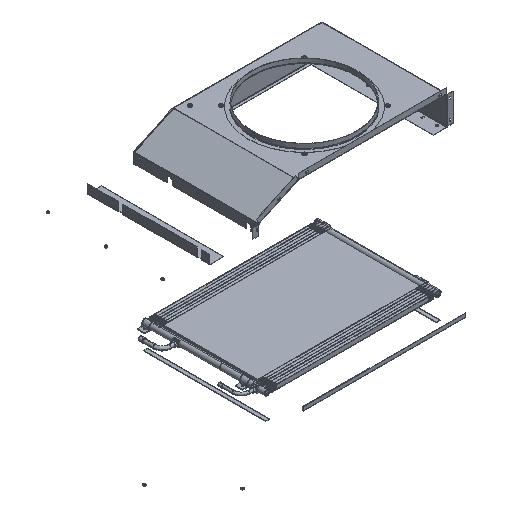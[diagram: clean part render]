
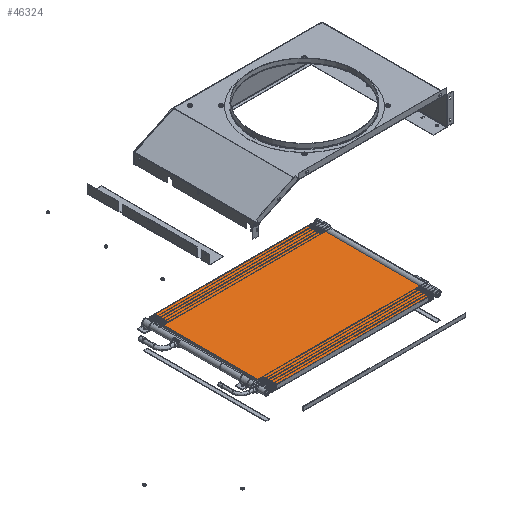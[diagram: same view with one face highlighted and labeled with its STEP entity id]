
A CAD part, isometric view. The second image highlights one B-rep face of the part: STEP entity #46324.
In plain terms, the highlighted face is planar.
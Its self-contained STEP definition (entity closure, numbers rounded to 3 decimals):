
#810 = CARTESIAN_POINT ( 'NONE',  ( -8., -579., 424.75 ) ) ;
#2355 = CARTESIAN_POINT ( 'NONE',  ( -8., -579., 424.75 ) ) ;
#3246 = VERTEX_POINT ( 'NONE', #31840 ) ;
#4371 = ORIENTED_EDGE ( 'NONE', *, *, #35065, .F. ) ;
#5924 = PLANE ( 'NONE',  #25998 ) ;
#6218 = LINE ( 'NONE', #810, #61945 ) ;
#9285 = VERTEX_POINT ( 'NONE', #58891 ) ;
#10716 = FACE_OUTER_BOUND ( 'NONE', #11059, .T. ) ;
#11059 = EDGE_LOOP ( 'NONE', ( #26261, #28312, #4371, #29828 ) ) ;
#11920 = LINE ( 'NONE', #2355, #31172 ) ;
#12191 = EDGE_CURVE ( 'NONE', #26174, #9285, #31431, .T. ) ;
#12269 = EDGE_CURVE ( 'NONE', #18023, #9285, #6218, .T. ) ;
#13930 = CARTESIAN_POINT ( 'NONE',  ( -8., -14.996, 0. ) ) ;
#18023 = VERTEX_POINT ( 'NONE', #37475 ) ;
#21490 = DIRECTION ( 'NONE',  ( 0., -1., 0. ) ) ;
#21508 = DIRECTION ( 'NONE',  ( 0., 0., -1. ) ) ;
#22900 = LINE ( 'NONE', #42399, #46102 ) ;
#25387 = DIRECTION ( 'NONE',  ( 1., 0., 0. ) ) ;
#25998 = AXIS2_PLACEMENT_3D ( 'NONE', #59242, #25387, #55686 ) ;
#26174 = VERTEX_POINT ( 'NONE', #13930 ) ;
#26261 = ORIENTED_EDGE ( 'NONE', *, *, #12191, .T. ) ;
#28312 = ORIENTED_EDGE ( 'NONE', *, *, #12269, .F. ) ;
#29828 = ORIENTED_EDGE ( 'NONE', *, *, #42909, .T. ) ;
#31172 = VECTOR ( 'NONE', #21490, 1000. ) ;
#31431 = LINE ( 'NONE', #60480, #46632 ) ;
#31840 = CARTESIAN_POINT ( 'NONE',  ( -8., -14.996, 424.75 ) ) ;
#35065 = EDGE_CURVE ( 'NONE', #3246, #18023, #11920, .T. ) ;
#37475 = CARTESIAN_POINT ( 'NONE',  ( -8., -579., 424.75 ) ) ;
#42399 = CARTESIAN_POINT ( 'NONE',  ( -8., -14.996, 424.75 ) ) ;
#42909 = EDGE_CURVE ( 'NONE', #3246, #26174, #22900, .T. ) ;
#45802 = DIRECTION ( 'NONE',  ( 0., -1., 0. ) ) ;
#46102 = VECTOR ( 'NONE', #61862, 1000. ) ;
#46324 = ADVANCED_FACE ( 'NONE', ( #10716 ), #5924, .F. ) ;
#46632 = VECTOR ( 'NONE', #45802, 1000. ) ;
#55686 = DIRECTION ( 'NONE',  ( 0., 0., -1. ) ) ;
#58891 = CARTESIAN_POINT ( 'NONE',  ( -8., -579., 0. ) ) ;
#59242 = CARTESIAN_POINT ( 'NONE',  ( -8., -579., 424.75 ) ) ;
#60480 = CARTESIAN_POINT ( 'NONE',  ( -8., -579., 0. ) ) ;
#61862 = DIRECTION ( 'NONE',  ( 0., 0., -1. ) ) ;
#61945 = VECTOR ( 'NONE', #21508, 1000. ) ;
